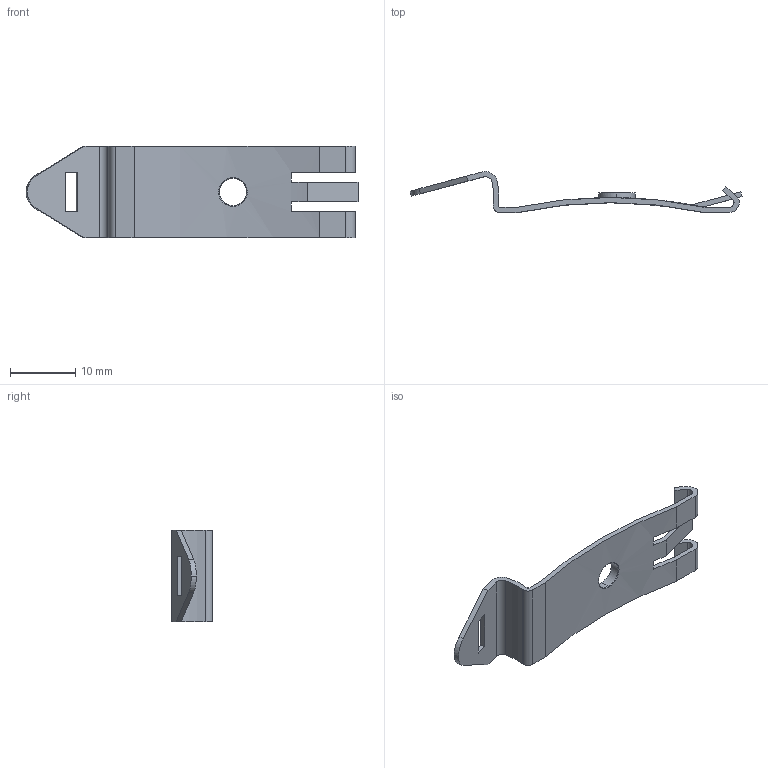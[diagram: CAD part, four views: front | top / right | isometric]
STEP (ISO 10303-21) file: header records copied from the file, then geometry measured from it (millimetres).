
FILE_DESCRIPTION (( 'STEP AP214' ), '1' );
FILE_NAME ('1030-022.STEP', '2016-11-07T08:59:30', ( 'Windows-Benutzer' ), ( '' ), 'SwSTEP 2.0', 'SolidWorks 2015', '' );
FILE_SCHEMA (( 'AUTOMOTIVE_DESIGN' ));
Length unit declared in the file: millimetre
Products named in the file (1): 1030-022
Bounding box: 51.03 x 6.3 x 14 mm (x, y, z)
Volume: 568.1 mm3; surface area: 1593.8 mm2
Topology: 1 solids, 1 shells, 54 faces, 153 edges, 102 vertices
Faces by surface type: plane 32, cylinder 20, bspline 2
Entity records: 3199 total; most frequent: CARTESIAN_POINT 1710, ORIENTED_EDGE 306, DIRECTION 293, EDGE_CURVE 153, VERTEX_POINT 102, VECTOR 99, LINE 99, AXIS2_PLACEMENT_3D 97
